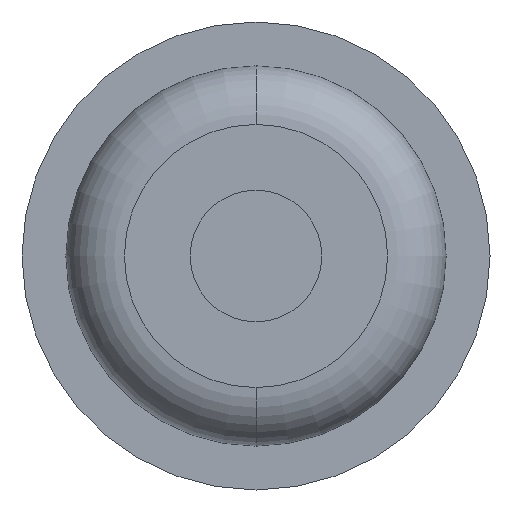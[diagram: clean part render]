
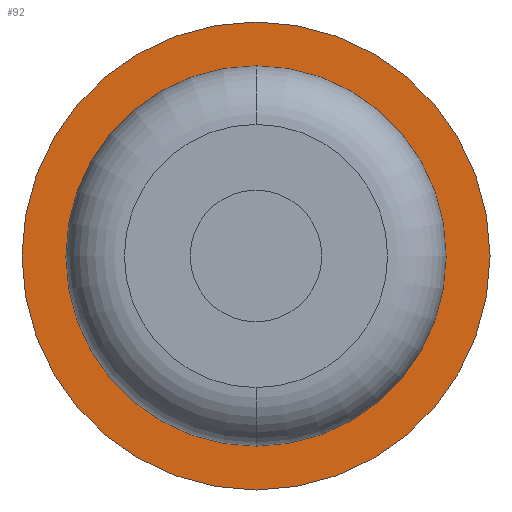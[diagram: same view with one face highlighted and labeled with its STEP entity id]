
A CAD part, front view. The second image highlights one B-rep face of the part: STEP entity #92.
In plain terms, the highlighted planar face has unit normal (0, -1, 0).
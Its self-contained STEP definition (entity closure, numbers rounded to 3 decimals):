
#19 = VERTEX_POINT ( 'NONE', #408 ) ;
#20 = VERTEX_POINT ( 'NONE', #409 ) ;
#41 = FACE_BOUND ( 'NONE', #98, .T. ) ;
#43 = AXIS2_PLACEMENT_3D ( 'NONE', #371, #372, #373 ) ;
#87 = EDGE_CURVE ( 'NONE', #20, #19, #329, .T. ) ;
#92 = ADVANCED_FACE ( 'NONE', ( #661, #41 ), #370, .F. ) ;
#94 = EDGE_LOOP ( 'NONE', ( #490, #491 ) ) ;
#98 = EDGE_LOOP ( 'NONE', ( #391, #390 ) ) ;
#104 = VERTEX_POINT ( 'NONE', #374 ) ;
#105 = VERTEX_POINT ( 'NONE', #375 ) ;
#141 = AXIS2_PLACEMENT_3D ( 'NONE', #317, #321, #322 ) ;
#221 = EDGE_CURVE ( 'NONE', #104, #105, #529, .T. ) ;
#266 = CARTESIAN_POINT ( 'NONE',  ( 0., 4.3, 0. ) ) ;
#267 = DIRECTION ( 'NONE',  ( 0., 1., 0. ) ) ;
#268 = DIRECTION ( 'NONE',  ( 0., 0., 1. ) ) ;
#317 = CARTESIAN_POINT ( 'NONE',  ( 0., 4.3, 0. ) ) ;
#321 = DIRECTION ( 'NONE',  ( 0., 1., 0. ) ) ;
#322 = DIRECTION ( 'NONE',  ( 0., 0., 1. ) ) ;
#329 = CIRCLE ( 'NONE', #443, 4.5 ) ;
#354 = CARTESIAN_POINT ( 'NONE',  ( 0., 4.3, 0. ) ) ;
#355 = DIRECTION ( 'NONE',  ( 0., 1., 0. ) ) ;
#356 = DIRECTION ( 'NONE',  ( 0., 0., 1. ) ) ;
#370 = PLANE ( 'NONE',  #43 ) ;
#371 = CARTESIAN_POINT ( 'NONE',  ( 4.5, 4.3, 0. ) ) ;
#372 = DIRECTION ( 'NONE',  ( 0., 1., 0. ) ) ;
#373 = DIRECTION ( 'NONE',  ( 0., 0., 1. ) ) ;
#374 = CARTESIAN_POINT ( 'NONE',  ( 0., 4.3, -8. ) ) ;
#375 = CARTESIAN_POINT ( 'NONE',  ( 0., 4.3, 8. ) ) ;
#390 = ORIENTED_EDGE ( 'NONE', *, *, #87, .T. ) ;
#391 = ORIENTED_EDGE ( 'NONE', *, *, #523, .T. ) ;
#408 = CARTESIAN_POINT ( 'NONE',  ( 0., 4.3, 4.5 ) ) ;
#409 = CARTESIAN_POINT ( 'NONE',  ( 0., 4.3, -4.5 ) ) ;
#414 = EDGE_CURVE ( 'NONE', #105, #104, #534, .T. ) ;
#443 = AXIS2_PLACEMENT_3D ( 'NONE', #354, #355, #356 ) ;
#457 = CIRCLE ( 'NONE', #141, 4.5 ) ;
#490 = ORIENTED_EDGE ( 'NONE', *, *, #414, .F. ) ;
#491 = ORIENTED_EDGE ( 'NONE', *, *, #221, .F. ) ;
#523 = EDGE_CURVE ( 'NONE', #19, #20, #457, .T. ) ;
#529 = CIRCLE ( 'NONE', #645, 8. ) ;
#534 = CIRCLE ( 'NONE', #649, 8. ) ;
#645 = AXIS2_PLACEMENT_3D ( 'NONE', #730, #731, #732 ) ;
#649 = AXIS2_PLACEMENT_3D ( 'NONE', #266, #267, #268 ) ;
#661 = FACE_OUTER_BOUND ( 'NONE', #94, .T. ) ;
#730 = CARTESIAN_POINT ( 'NONE',  ( 0., 4.3, 0. ) ) ;
#731 = DIRECTION ( 'NONE',  ( 0., 1., 0. ) ) ;
#732 = DIRECTION ( 'NONE',  ( 0., 0., 1. ) ) ;
